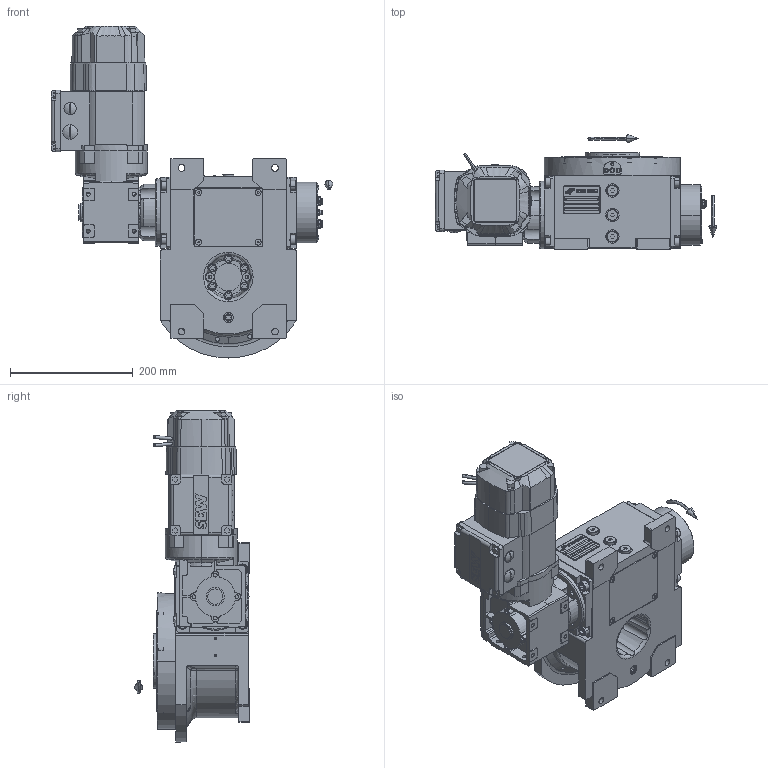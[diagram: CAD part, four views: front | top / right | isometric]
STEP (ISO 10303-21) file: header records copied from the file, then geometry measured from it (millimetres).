
FILE_DESCRIPTION (( 'STEP AP203' ), '1' );
FILE_NAME ('PC5201927.step', '2026-03-12T17:05:32', ( '' ), ( '' ), 'SwSTEP 2.0', 'SolidWorks 2020', '' );
FILE_SCHEMA (( 'CONFIG_CONTROL_DESIGN' ));
Length unit declared in the file: millimetre
Products named in the file (84): cfn2151_01_109; cfn2151_01_290; cfn2155_01_303; cfn2000_01_126; CFN2010_02_002^rig06_071_06_m_asm(2)_rig06_071_06_m_asm.stp; cfn2400_34_001; cfn2104_01_016; freccia_angolare_albero; AS_cfn2476_01_002_60x46; rig06_005_n_01; rig06_007_master; AS_rig06_016; cfn2000_01_124; cfn2003_01_054; cfn2000_01_103; AS_rig06_004; AS_rig06_015; cfn2128_19_002; CFN2203_02_001^rig06_071_06_m_asm(2)_rig06_071_06_m_asm.stp; 900_38_10_023.stp; rig06_004_s_001; cfn2155_01_056; CFN2104_02_017^RIG06_005_ASM_rig06_071_06_m_asm(2)_rig06_071_06_m_asm.stp; CFN2008_01_002.stp; AS_rig06_002_bl_002; rig06_004; CFN2010_01_012^rig06_071_06_m_asm(2)_rig06_071_06_m_asm.stp; cfn2073_01_012; rig06_015; rig06_016; freccia_angolare; cfn2107_01_001; cfn2077_01_018; RIG06_005_ASM^rig06_071_06_m_asm(2)_rig06_071_06_m_asm.stp; rig06_003_6; cfn2205_01_013; rig06_001_a; CFN2000_01_185^RIG06_005_ASM_rig06_071_06_m_asm(2)_rig06_071_06_m_asm.stp; cfn2070_05_005; AS_rig06_071_6_m ...
Assembly tree (81 placements, depth 5):
  cfn2151_01_109
  cfn2151_01_290
  rig06_007_master
  CFN2203_02_001^rig06_071_06_m_asm(2)_rig06_071_06_m_asm.stp
  CFN2010_01_012^rig06_071_06_m_asm(2)_rig06_071_06_m_asm.stp
Bounding box: 459.5 x 187 x 541.3 mm (x, y, z)
Volume: 6646316.6 mm3; surface area: 1061943.3 mm2
Topology: 71 solids, 75 shells, 3852 faces, 9756 edges, 6251 vertices
Faces by surface type: plane 1784, cylinder 1378, cone 563, bspline 56, torus 47, sphere 24
Entity records: 131904 total; most frequent: CARTESIAN_POINT 34128, DIRECTION 18704, ORIENTED_EDGE 18348, EDGE_CURVE 9174, AXIS2_PLACEMENT_3D 6820, VERTEX_POINT 5954, VECTOR 5064, LINE 5064
